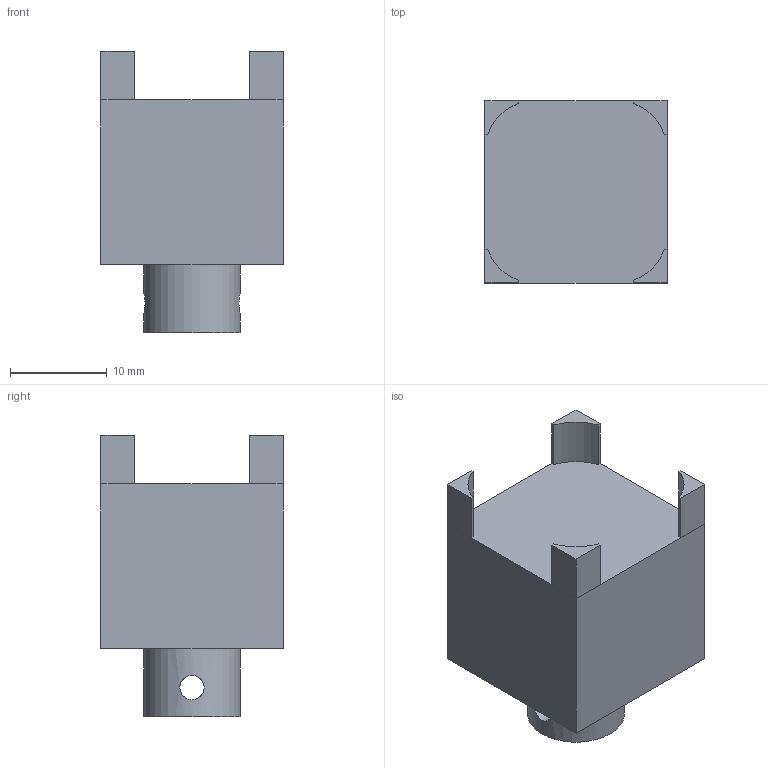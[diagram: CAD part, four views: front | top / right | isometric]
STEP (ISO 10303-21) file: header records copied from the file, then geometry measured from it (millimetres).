
FILE_DESCRIPTION(('FreeCAD Model'),'2;1');
FILE_NAME('Open CASCADE Shape Model','2024-01-10T22:33:01',(''),(''), 'Open CASCADE STEP processor 7.6','FreeCAD','Unknown');
FILE_SCHEMA(('AUTOMOTIVE_DESIGN { 1 0 10303 214 1 1 1 1 }'));
Length unit declared in the file: millimetre
Products named in the file (1): difference004
Bounding box: 18.8 x 18.8 x 29 mm (x, y, z)
Volume: 6297.1 mm3; surface area: 2733.9 mm2
Topology: 1 solids, 1 shells, 38 faces, 91 edges, 56 vertices
Faces by surface type: plane 29, cylinder 9
Full cylindrical faces by diameter (mm): 2.5 x2, 5 x1, 6.2 x1, 10 x1
Entity records: 3204 total; most frequent: CARTESIAN_POINT 1350, DIRECTION 331, LINE 211, VECTOR 211, ORIENTED_EDGE 182, PCURVE 182, DEFINITIONAL_REPRESENTATION 182, EDGE_CURVE 91
